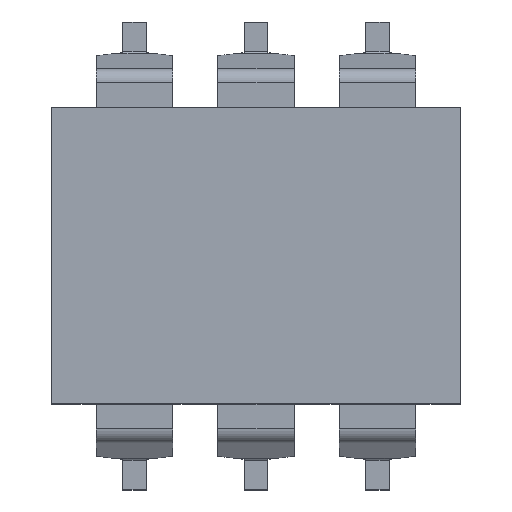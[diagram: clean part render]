
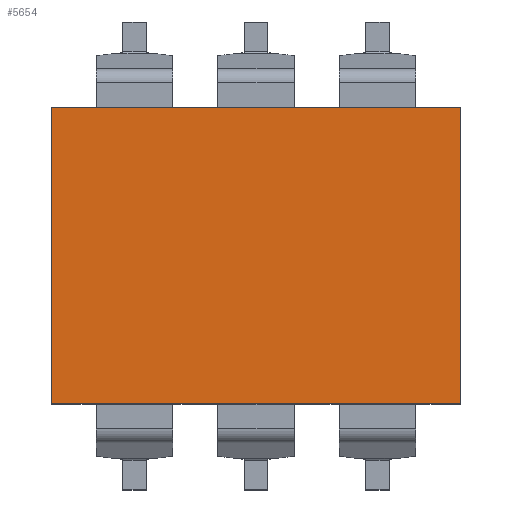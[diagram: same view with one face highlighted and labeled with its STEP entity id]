
A CAD part, top view. The second image highlights one B-rep face of the part: STEP entity #5654.
In plain terms, the highlighted planar face has unit normal (0, 0, 1).
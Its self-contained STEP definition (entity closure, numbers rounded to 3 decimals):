
#837=LINE('',#10386,#1469);
#841=LINE('',#10395,#1473);
#844=LINE('',#10401,#1476);
#847=LINE('',#10407,#1479);
#1469=VECTOR('',#8077,1000.);
#1473=VECTOR('',#8083,1000.);
#1476=VECTOR('',#8088,1000.);
#1479=VECTOR('',#8093,1000.);
#3049=ORIENTED_EDGE('',*,*,#3827,.T.);
#3050=ORIENTED_EDGE('',*,*,#3831,.T.);
#3051=ORIENTED_EDGE('',*,*,#3834,.T.);
#3052=ORIENTED_EDGE('',*,*,#3837,.T.);
#3827=EDGE_CURVE('',#4345,#4346,#837,.T.);
#3831=EDGE_CURVE('',#4346,#4349,#841,.T.);
#3834=EDGE_CURVE('',#4349,#4351,#844,.T.);
#3837=EDGE_CURVE('',#4351,#4345,#847,.T.);
#4345=VERTEX_POINT('',#10387);
#4346=VERTEX_POINT('',#10388);
#4349=VERTEX_POINT('',#10396);
#4351=VERTEX_POINT('',#10402);
#4770=EDGE_LOOP('',(#3049,#3050,#3051,#3052));
#5110=FACE_BOUND('',#4770,.T.);
#5359=PLANE('',#6725);
#5654=ADVANCED_FACE('',(#5110),#5359,.T.);
#6725=AXIS2_PLACEMENT_3D('',#10410,#8097,#8098);
#8077=DIRECTION('',(0.,-1.,0.));
#8083=DIRECTION('',(1.,0.,0.));
#8088=DIRECTION('',(0.,1.,0.));
#8093=DIRECTION('',(-1.,0.,0.));
#8097=DIRECTION('',(0.,0.,1.));
#8098=DIRECTION('',(1.,0.,0.));
#10386=CARTESIAN_POINT('',(-4.28,3.1,0.));
#10387=CARTESIAN_POINT('',(-4.28,3.1,0.));
#10388=CARTESIAN_POINT('',(-4.28,-3.1,0.));
#10395=CARTESIAN_POINT('',(-4.28,-3.1,0.));
#10396=CARTESIAN_POINT('',(4.28,-3.1,0.));
#10401=CARTESIAN_POINT('',(4.28,-3.1,0.));
#10402=CARTESIAN_POINT('',(4.28,3.1,0.));
#10407=CARTESIAN_POINT('',(4.28,3.1,0.));
#10410=CARTESIAN_POINT('',(0.,0.,0.));
